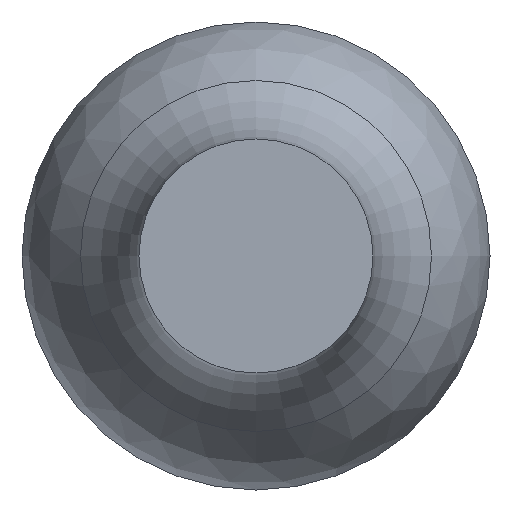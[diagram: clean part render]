
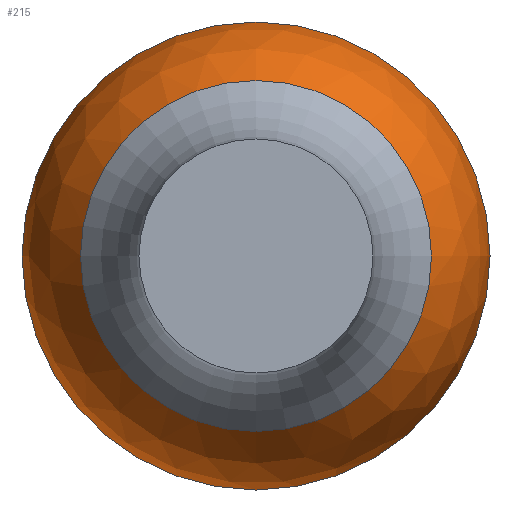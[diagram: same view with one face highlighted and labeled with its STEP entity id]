
A CAD part, front view. The second image highlights one B-rep face of the part: STEP entity #215.
In plain terms, the highlighted spherical face has radius 1.25 mm.
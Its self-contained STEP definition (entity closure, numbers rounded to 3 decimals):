
#25=SPHERICAL_SURFACE('',#248,1.25);
#27=FACE_OUTER_BOUND('',#41,.T.);
#41=EDGE_LOOP('',(#151,#152,#153,#154,#155,#156));
#68=CIRCLE('',#249,1.25);
#69=CIRCLE('',#250,1.25);
#70=CIRCLE('',#251,1.25);
#71=CIRCLE('',#252,0.938);
#72=CIRCLE('',#253,0.938);
#95=VERTEX_POINT('',#376);
#96=VERTEX_POINT('',#377);
#97=VERTEX_POINT('',#380);
#98=VERTEX_POINT('',#382);
#118=EDGE_CURVE('',#95,#96,#68,.T.);
#119=EDGE_CURVE('',#96,#95,#69,.T.);
#120=EDGE_CURVE('',#95,#97,#70,.T.);
#121=EDGE_CURVE('',#98,#97,#71,.T.);
#122=EDGE_CURVE('',#97,#98,#72,.T.);
#151=ORIENTED_EDGE('',*,*,#118,.T.);
#152=ORIENTED_EDGE('',*,*,#119,.T.);
#153=ORIENTED_EDGE('',*,*,#120,.T.);
#154=ORIENTED_EDGE('',*,*,#121,.F.);
#155=ORIENTED_EDGE('',*,*,#122,.F.);
#156=ORIENTED_EDGE('',*,*,#120,.F.);
#215=ADVANCED_FACE('',(#27),#25,.T.);
#248=AXIS2_PLACEMENT_3D('',#375,#294,#295);
#249=AXIS2_PLACEMENT_3D('',#378,#296,#297);
#250=AXIS2_PLACEMENT_3D('',#379,#298,#299);
#251=AXIS2_PLACEMENT_3D('',#381,#300,#301);
#252=AXIS2_PLACEMENT_3D('',#383,#302,#303);
#253=AXIS2_PLACEMENT_3D('',#384,#304,#305);
#294=DIRECTION('center_axis',(0.,1.,0.));
#295=DIRECTION('ref_axis',(-1.,0.,0.));
#296=DIRECTION('center_axis',(0.,-1.,0.));
#297=DIRECTION('ref_axis',(-1.,0.,0.));
#298=DIRECTION('center_axis',(0.,-1.,0.));
#299=DIRECTION('ref_axis',(-1.,0.,0.));
#300=DIRECTION('center_axis',(0.,0.,-1.));
#301=DIRECTION('ref_axis',(1.,0.,0.));
#302=DIRECTION('center_axis',(0.,-1.,0.));
#303=DIRECTION('ref_axis',(-1.,0.,0.));
#304=DIRECTION('center_axis',(0.,-1.,0.));
#305=DIRECTION('ref_axis',(-1.,0.,0.));
#375=CARTESIAN_POINT('Origin',(0.,1.083,0.));
#376=CARTESIAN_POINT('',(1.25,1.083,0.));
#377=CARTESIAN_POINT('',(-1.25,1.083,0.));
#378=CARTESIAN_POINT('Origin',(0.,1.083,0.));
#379=CARTESIAN_POINT('Origin',(0.,1.083,0.));
#380=CARTESIAN_POINT('',(0.938,0.256,0.));
#381=CARTESIAN_POINT('Origin',(0.,1.083,0.));
#382=CARTESIAN_POINT('',(0.,0.256,-0.938));
#383=CARTESIAN_POINT('Origin',(0.,0.256,0.));
#384=CARTESIAN_POINT('Origin',(0.,0.256,0.));
